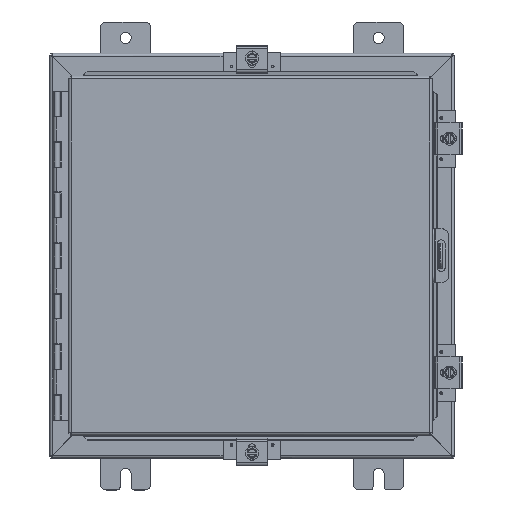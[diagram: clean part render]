
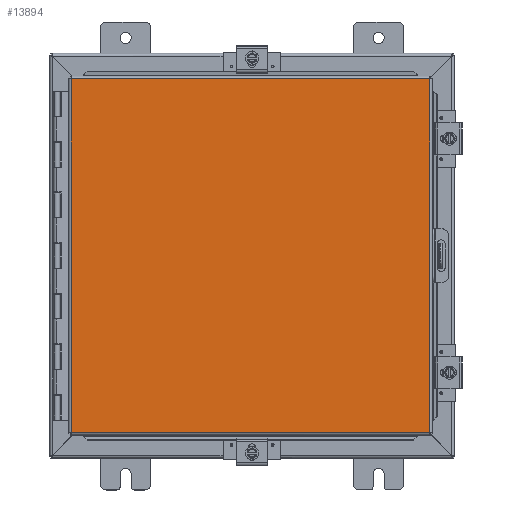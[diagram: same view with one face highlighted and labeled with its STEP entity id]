
A CAD part, top view. The second image highlights one B-rep face of the part: STEP entity #13894.
In plain terms, the highlighted face is planar.
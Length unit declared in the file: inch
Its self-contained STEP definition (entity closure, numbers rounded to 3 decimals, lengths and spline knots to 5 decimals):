
#1197 = CARTESIAN_POINT ( 'NONE',  ( 7.08225, -6.9885, 0. ) ) ;
#1216 = CARTESIAN_POINT ( 'NONE',  ( -7.08225, -6.9885, 0. ) ) ;
#3686 = ORIENTED_EDGE ( 'NONE', *, *, #34760, .T. ) ;
#6142 = AXIS2_PLACEMENT_3D ( 'NONE', #18210, #17975, #17855 ) ;
#7079 = VERTEX_POINT ( 'NONE', #1197 ) ;
#7491 = ORIENTED_EDGE ( 'NONE', *, *, #24218, .T. ) ;
#8294 = EDGE_LOOP ( 'NONE', ( #15509, #14545, #3686, #7491 ) ) ;
#9976 = CARTESIAN_POINT ( 'NONE',  ( 7.08225, 6.9885, 0. ) ) ;
#9979 = DIRECTION ( 'NONE',  ( 0., 1., 0. ) ) ;
#10943 = CARTESIAN_POINT ( 'NONE',  ( -7.08225, -6.9885, 0. ) ) ;
#11299 = VECTOR ( 'NONE', #9979, 39.37008 ) ;
#12138 = LINE ( 'NONE', #10943, #11299 ) ;
#13392 = VECTOR ( 'NONE', #29271, 39.37008 ) ;
#13582 = LINE ( 'NONE', #29317, #13392 ) ;
#13894 = ADVANCED_FACE ( 'NONE', ( #34503 ), #19355, .F. ) ;
#14114 = VERTEX_POINT ( 'NONE', #9976 ) ;
#14545 = ORIENTED_EDGE ( 'NONE', *, *, #27485, .T. ) ;
#15509 = ORIENTED_EDGE ( 'NONE', *, *, #33165, .T. ) ;
#17855 = DIRECTION ( 'NONE',  ( 1., 0., 0. ) ) ;
#17975 = DIRECTION ( 'NONE',  ( 0., 0., 1. ) ) ;
#18210 = CARTESIAN_POINT ( 'NONE',  ( 0., 0., 0. ) ) ;
#19003 = LINE ( 'NONE', #30729, #26521 ) ;
#19355 = PLANE ( 'NONE',  #6142 ) ;
#22049 = DIRECTION ( 'NONE',  ( 0., -1., 0. ) ) ;
#24218 = EDGE_CURVE ( 'NONE', #7079, #32851, #25342, .T. ) ;
#25147 = VECTOR ( 'NONE', #30769, 39.37008 ) ;
#25342 = LINE ( 'NONE', #30644, #25147 ) ;
#26489 = CARTESIAN_POINT ( 'NONE',  ( -7.08225, 6.9885, 0. ) ) ;
#26521 = VECTOR ( 'NONE', #22049, 39.37008 ) ;
#27485 = EDGE_CURVE ( 'NONE', #35081, #14114, #13582, .T. ) ;
#29271 = DIRECTION ( 'NONE',  ( 1., 0., 0. ) ) ;
#29317 = CARTESIAN_POINT ( 'NONE',  ( -7.08225, 6.9885, 0. ) ) ;
#30644 = CARTESIAN_POINT ( 'NONE',  ( 7.08225, -6.9885, 0. ) ) ;
#30729 = CARTESIAN_POINT ( 'NONE',  ( 7.08225, 6.9885, 0. ) ) ;
#30769 = DIRECTION ( 'NONE',  ( -1., 0., 0. ) ) ;
#32851 = VERTEX_POINT ( 'NONE', #1216 ) ;
#33165 = EDGE_CURVE ( 'NONE', #32851, #35081, #12138, .T. ) ;
#34503 = FACE_OUTER_BOUND ( 'NONE', #8294, .T. ) ;
#34760 = EDGE_CURVE ( 'NONE', #14114, #7079, #19003, .T. ) ;
#35081 = VERTEX_POINT ( 'NONE', #26489 ) ;
